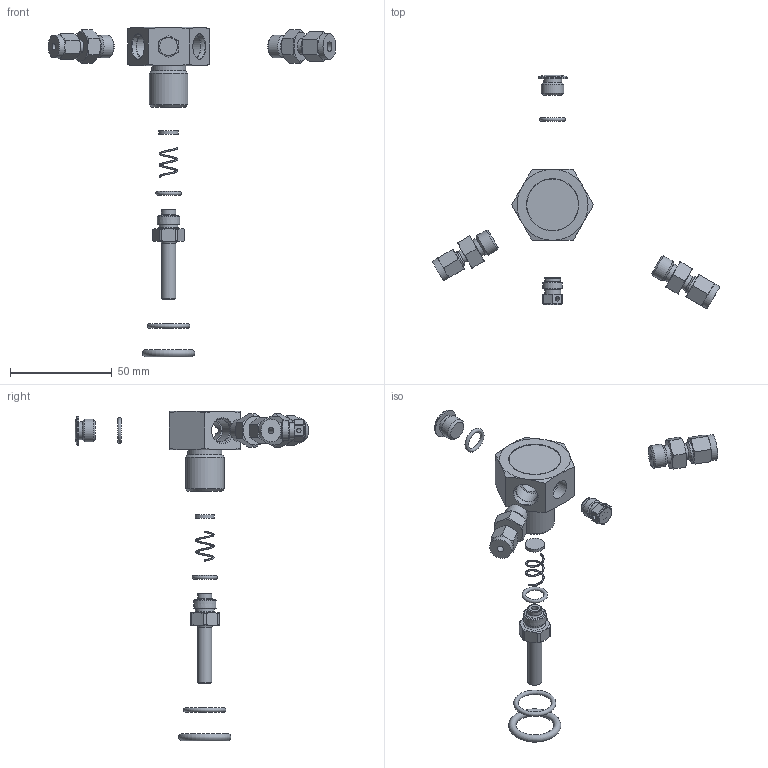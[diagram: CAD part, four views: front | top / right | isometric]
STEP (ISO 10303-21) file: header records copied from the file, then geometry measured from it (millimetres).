
FILE_DESCRIPTION(('STEP AP214'),'1');
FILE_NAME('00MAN-002x-00_C1 (Low Profile Manifold Assembly _Exploded View_).stp','2024-03-28T20:18:09',(' '),(' '),'Spatial InterOp 3D',' ',' ');
FILE_SCHEMA(('AUTOMOTIVE_DESIGN { 1 0 10303 214 1 1 1 1 }'));
Length unit declared in the file: inch
Products named in the file (18): 00MAN-002x-00$C1 (Low Profile Manifold Assembly [Build Matrix]); 00MAN-0020-00[=-0] (LPM Manifold, SAE-8M + 3x120°xSAE-4F + HPRD) [PLM CM01-205-00] [01]; 5RGX0-0001-00[=A] (Label, Regulator, XCR, RGX Radial); #669; #677; #685; 09025-0001-00 (Filter Disc, Sintered Brass, Ø.375 x .063); 09010-0005-00 (Spring, Ø.360 OD x Ø.026d x .750L) [Lee LC-026E-05-S] [02]; 00IPR-0208-00[=Ax] (Diptube, SAE-4 One Piece) [PLM IPR-0208-00]; 00HDW-0108-00 (SAE-4M x 1/8" Tube Adapter, Brass) [Swagelok B-200-1-4ST] [dl-Brep] [05]; 00HDW-0110-00 (SAE-4M x 3/16" Tube Adapter, Brass) [Swagelok B-300-1-4ST] [Brep]; SAE-4 Plug & O-ring [GROUP]; ASSEM1; 19035-0004-00 (SAE-4M Port Plug); [0026] 09001-3908-70 (O-ring, EPDM, 3-908 (SAE-8), E70); [0024] 09001-0210-90 (O-ring, Viton, 2-210, V90); (Assy Tracks - exp)
Assembly tree (18 placements, depth 3):
  00MAN-002x-00$C1 (Low Profile Manifold Assembly [Build Matrix])
    00MAN-0020-00[=-0] (LPM Manifold, SAE-8M + 3x120°xSAE-4F + HPRD) [PLM CM01-205-00] [01]
    5RGX0-0001-00[=A] (Label, Regulator, XCR, RGX Radial)
    #669
    #677
    #685
    09025-0001-00 (Filter Disc, Sintered Brass, Ø.375 x .063)
    09010-0005-00 (Spring, Ø.360 OD x Ø.026d x .750L) [Lee LC-026E-05-S] [02]
    (unnamed)
    00IPR-0208-00[=Ax] (Diptube, SAE-4 One Piece) [PLM IPR-0208-00]
    00HDW-0108-00 (SAE-4M x 1/8" Tube Adapter, Brass) [Swagelok B-200-1-4ST] [dl-Brep] [05]
    00HDW-0110-00 (SAE-4M x 3/16" Tube Adapter, Brass) [Swagelok B-300-1-4ST] [Brep]
    SAE-4 Plug & O-ring [GROUP]
      ASSEM1
      19035-0004-00 (SAE-4M Port Plug)
    [0026] 09001-3908-70 (O-ring, EPDM, 3-908 (SAE-8), E70)  x2
    [0024] 09001-0210-90 (O-ring, Viton, 2-210, V90)
    (Assy Tracks - exp)
Bounding box: 141.58 x 114.97 x 162.13 mm (x, y, z)
Volume: 32198.1 mm3; surface area: 20524.4 mm2
Topology: 16 solids, 16 shells, 366 faces, 819 edges, 520 vertices
Faces by surface type: plane 128, cone 120, cylinder 100, torus 17, bspline 1
Full cylindrical faces by diameter (mm): 2.184 x9, 2.286 x2, 3.048 x1, 3.175 x3, 4 x3, 4.445 x3, 4.762 x1, 6.213 x3, 6.259 x1, 6.35 x4, 6.858 x3, 6.985 x2, 7.633 x1, 7.874 x3, 7.925 x3, 7.938 x1, 8.382 x1, 8.636 x3, 8.89 x1, 9.144 x2, 9.246 x1, 9.525 x7, 9.922 x4, 11.112 x7, 11.176 x1, 12.7 x1, 14.224 x1, 16.764 x1, 19.05 x1, 25.4 x1
Entity records: 13130 total; most frequent: CARTESIAN_POINT 2906, DIRECTION 1479, ORIENTED_EDGE 1220, AXIS2_PLACEMENT_3D 692, EDGE_CURVE 610, EDGE_LOOP 561, FACE_OUTER_BOUND 450, VERTEX_POINT 445
